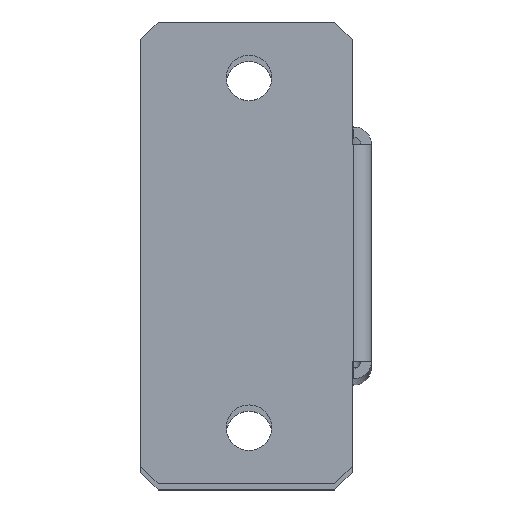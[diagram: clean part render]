
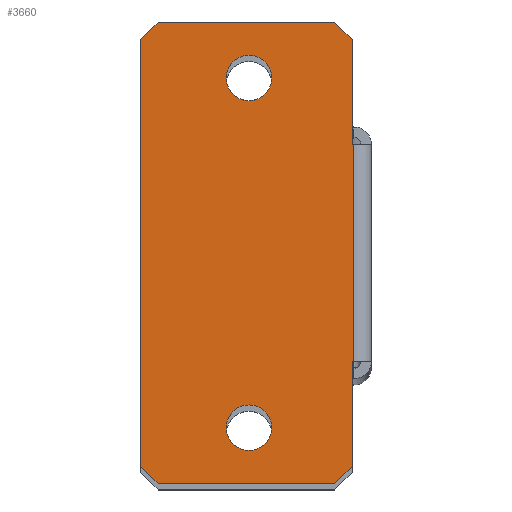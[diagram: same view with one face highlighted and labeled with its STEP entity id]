
A CAD part, top view. The second image highlights one B-rep face of the part: STEP entity #3660.
In plain terms, the highlighted planar face has unit normal (0, 0, 1).
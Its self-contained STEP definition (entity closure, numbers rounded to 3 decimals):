
#10 = CARTESIAN_POINT ( 'NONE',  ( 18.75, 7., 521.5 ) ) ;
#30 = LINE ( 'NONE', #9456, #9529 ) ;
#63 = VERTEX_POINT ( 'NONE', #8716 ) ;
#112 = CARTESIAN_POINT ( 'NONE',  ( 12.25, 7., 521.5 ) ) ;
#326 = VECTOR ( 'NONE', #7642, 1000. ) ;
#353 = EDGE_CURVE ( 'NONE', #7647, #6378, #8362, .T. ) ;
#401 = CARTESIAN_POINT ( 'NONE',  ( 30.25, -51., 521.5 ) ) ;
#587 = VERTEX_POINT ( 'NONE', #10849 ) ;
#588 = CARTESIAN_POINT ( 'NONE',  ( 30.5, -33.5, 521.5 ) ) ;
#589 = AXIS2_PLACEMENT_3D ( 'NONE', #9743, #5425, #3494 ) ;
#727 = CARTESIAN_POINT ( 'NONE',  ( 2.5, -51., 521.5 ) ) ;
#766 = PLANE ( 'NONE',  #3016 ) ;
#842 = VERTEX_POINT ( 'NONE', #7721 ) ;
#901 = VERTEX_POINT ( 'NONE', #6136 ) ;
#933 = VECTOR ( 'NONE', #5867, 1000. ) ;
#953 = VERTEX_POINT ( 'NONE', #3630 ) ;
#1017 = VERTEX_POINT ( 'NONE', #9650 ) ;
#1070 = DIRECTION ( 'NONE',  ( 0., 0., 1. ) ) ;
#1282 = VECTOR ( 'NONE', #7588, 1000. ) ;
#1285 = VECTOR ( 'NONE', #10955, 1000. ) ;
#1342 = CARTESIAN_POINT ( 'NONE',  ( 15.5, 7., 521.5 ) ) ;
#1404 = DIRECTION ( 'NONE',  ( 1., 0., 0. ) ) ;
#1472 = EDGE_CURVE ( 'NONE', #587, #8916, #1743, .T. ) ;
#1611 = DIRECTION ( 'NONE',  ( -1., 0., 0. ) ) ;
#1643 = ORIENTED_EDGE ( 'NONE', *, *, #10500, .F. ) ;
#1712 = VECTOR ( 'NONE', #10677, 1000. ) ;
#1743 = LINE ( 'NONE', #8673, #326 ) ;
#1960 = EDGE_CURVE ( 'NONE', #8916, #10330, #11065, .T. ) ;
#1995 = ORIENTED_EDGE ( 'NONE', *, *, #10731, .T. ) ;
#2157 = EDGE_CURVE ( 'NONE', #7647, #842, #10996, .T. ) ;
#2161 = EDGE_CURVE ( 'NONE', #10330, #3724, #6633, .T. ) ;
#2268 = EDGE_LOOP ( 'NONE', ( #9833, #5717 ) ) ;
#2396 = EDGE_CURVE ( 'NONE', #2410, #953, #5555, .T. ) ;
#2410 = VERTEX_POINT ( 'NONE', #6397 ) ;
#2431 = CIRCLE ( 'NONE', #4779, 3.25 ) ;
#2675 = ORIENTED_EDGE ( 'NONE', *, *, #3766, .F. ) ;
#2748 = LINE ( 'NONE', #5357, #9156 ) ;
#2860 = ORIENTED_EDGE ( 'NONE', *, *, #353, .F. ) ;
#3016 = AXIS2_PLACEMENT_3D ( 'NONE', #7457, #10920, #1611 ) ;
#3056 = VERTEX_POINT ( 'NONE', #10 ) ;
#3064 = CARTESIAN_POINT ( 'NONE',  ( 27.75, -51., 521.5 ) ) ;
#3100 = AXIS2_PLACEMENT_3D ( 'NONE', #5983, #6095, #10411 ) ;
#3133 = CARTESIAN_POINT ( 'NONE',  ( 0., -33.5, 521.5 ) ) ;
#3206 = CARTESIAN_POINT ( 'NONE',  ( 0., -48.5, 521.5 ) ) ;
#3494 = DIRECTION ( 'NONE',  ( 1., 0., 0. ) ) ;
#3503 = ORIENTED_EDGE ( 'NONE', *, *, #3828, .F. ) ;
#3580 = ORIENTED_EDGE ( 'NONE', *, *, #6063, .T. ) ;
#3624 = VECTOR ( 'NONE', #3656, 1000. ) ;
#3630 = CARTESIAN_POINT ( 'NONE',  ( 18.75, -43., 521.5 ) ) ;
#3656 = DIRECTION ( 'NONE',  ( 0., -1., 0. ) ) ;
#3660 = ADVANCED_FACE ( 'NONE', ( #10017, #3990, #5699 ), #766, .F. ) ;
#3676 = ORIENTED_EDGE ( 'NONE', *, *, #9161, .T. ) ;
#3724 = VERTEX_POINT ( 'NONE', #8427 ) ;
#3766 = EDGE_CURVE ( 'NONE', #7246, #3724, #7912, .T. ) ;
#3828 = EDGE_CURVE ( 'NONE', #953, #2410, #8903, .T. ) ;
#3990 = FACE_BOUND ( 'NONE', #9692, .T. ) ;
#4025 = EDGE_CURVE ( 'NONE', #9611, #3056, #6206, .T. ) ;
#4150 = VERTEX_POINT ( 'NONE', #5533 ) ;
#4182 = EDGE_LOOP ( 'NONE', ( #1643, #4711, #9734, #6782, #9471, #6062, #2675, #3676, #3580, #1995, #2860, #7605 ) ) ;
#4231 = EDGE_CURVE ( 'NONE', #587, #4150, #11091, .T. ) ;
#4278 = DIRECTION ( 'NONE',  ( -1., 0., 0. ) ) ;
#4453 = DIRECTION ( 'NONE',  ( 0.707, 0.707, 0. ) ) ;
#4711 = ORIENTED_EDGE ( 'NONE', *, *, #9234, .T. ) ;
#4779 = AXIS2_PLACEMENT_3D ( 'NONE', #1342, #8269, #1404 ) ;
#5087 = VECTOR ( 'NONE', #10146, 1000. ) ;
#5357 = CARTESIAN_POINT ( 'NONE',  ( 27.75, 15., 521.5 ) ) ;
#5399 = EDGE_CURVE ( 'NONE', #3056, #9611, #2431, .T. ) ;
#5425 = DIRECTION ( 'NONE',  ( 0., 0., 1. ) ) ;
#5533 = CARTESIAN_POINT ( 'NONE',  ( 27.75, 15., 521.5 ) ) ;
#5538 = CARTESIAN_POINT ( 'NONE',  ( 0., 12.5, 521.5 ) ) ;
#5555 = CIRCLE ( 'NONE', #7916, 3.25 ) ;
#5699 = FACE_OUTER_BOUND ( 'NONE', #4182, .T. ) ;
#5717 = ORIENTED_EDGE ( 'NONE', *, *, #4025, .F. ) ;
#5867 = DIRECTION ( 'NONE',  ( 1., 0., 0. ) ) ;
#5983 = CARTESIAN_POINT ( 'NONE',  ( 15.5, -43., 521.5 ) ) ;
#6062 = ORIENTED_EDGE ( 'NONE', *, *, #2161, .T. ) ;
#6063 = EDGE_CURVE ( 'NONE', #1017, #63, #10783, .T. ) ;
#6095 = DIRECTION ( 'NONE',  ( 0., 0., 1. ) ) ;
#6101 = DIRECTION ( 'NONE',  ( -0.707, 0.707, 0. ) ) ;
#6136 = CARTESIAN_POINT ( 'NONE',  ( 30.25, 12.5, 521.5 ) ) ;
#6206 = CIRCLE ( 'NONE', #589, 3.25 ) ;
#6378 = VERTEX_POINT ( 'NONE', #10440 ) ;
#6397 = CARTESIAN_POINT ( 'NONE',  ( 12.25, -43., 521.5 ) ) ;
#6605 = DIRECTION ( 'NONE',  ( 1., 0., 0. ) ) ;
#6633 = LINE ( 'NONE', #727, #5087 ) ;
#6698 = CARTESIAN_POINT ( 'NONE',  ( 0., 0., 521.5 ) ) ;
#6782 = ORIENTED_EDGE ( 'NONE', *, *, #1472, .T. ) ;
#6798 = ORIENTED_EDGE ( 'NONE', *, *, #2396, .F. ) ;
#7125 = CARTESIAN_POINT ( 'NONE',  ( 30.25, 15., 521.5 ) ) ;
#7227 = VECTOR ( 'NONE', #10178, 1000. ) ;
#7246 = VERTEX_POINT ( 'NONE', #3064 ) ;
#7450 = LINE ( 'NONE', #3133, #10338 ) ;
#7457 = CARTESIAN_POINT ( 'NONE',  ( 0., 0., 521.5 ) ) ;
#7588 = DIRECTION ( 'NONE',  ( -1., 0., 0. ) ) ;
#7605 = ORIENTED_EDGE ( 'NONE', *, *, #2157, .T. ) ;
#7642 = DIRECTION ( 'NONE',  ( -0.707, -0.707, 0. ) ) ;
#7643 = CARTESIAN_POINT ( 'NONE',  ( 0., -2.5, 521.5 ) ) ;
#7647 = VERTEX_POINT ( 'NONE', #8899 ) ;
#7721 = CARTESIAN_POINT ( 'NONE',  ( 30.25, -2.5, 521.5 ) ) ;
#7912 = LINE ( 'NONE', #10521, #8086 ) ;
#7916 = AXIS2_PLACEMENT_3D ( 'NONE', #8785, #1070, #10319 ) ;
#8086 = VECTOR ( 'NONE', #4278, 1000. ) ;
#8269 = DIRECTION ( 'NONE',  ( 0., 0., 1. ) ) ;
#8362 = LINE ( 'NONE', #588, #7227 ) ;
#8427 = CARTESIAN_POINT ( 'NONE',  ( 2.5, -51., 521.5 ) ) ;
#8673 = CARTESIAN_POINT ( 'NONE',  ( 2.5, 15., 521.5 ) ) ;
#8716 = CARTESIAN_POINT ( 'NONE',  ( 30.25, -33.5, 521.5 ) ) ;
#8785 = CARTESIAN_POINT ( 'NONE',  ( 15.5, -43., 521.5 ) ) ;
#8899 = CARTESIAN_POINT ( 'NONE',  ( 30.5, -2.5, 521.5 ) ) ;
#8903 = CIRCLE ( 'NONE', #3100, 3.25 ) ;
#8916 = VERTEX_POINT ( 'NONE', #5538 ) ;
#9156 = VECTOR ( 'NONE', #6101, 1000. ) ;
#9161 = EDGE_CURVE ( 'NONE', #7246, #1017, #30, .T. ) ;
#9234 = EDGE_CURVE ( 'NONE', #901, #4150, #2748, .T. ) ;
#9456 = CARTESIAN_POINT ( 'NONE',  ( 27.75, -51., 521.5 ) ) ;
#9471 = ORIENTED_EDGE ( 'NONE', *, *, #1960, .T. ) ;
#9529 = VECTOR ( 'NONE', #4453, 1000. ) ;
#9611 = VERTEX_POINT ( 'NONE', #112 ) ;
#9623 = LINE ( 'NONE', #7125, #3624 ) ;
#9650 = CARTESIAN_POINT ( 'NONE',  ( 30.25, -48.5, 521.5 ) ) ;
#9692 = EDGE_LOOP ( 'NONE', ( #3503, #6798 ) ) ;
#9734 = ORIENTED_EDGE ( 'NONE', *, *, #4231, .F. ) ;
#9743 = CARTESIAN_POINT ( 'NONE',  ( 15.5, 7., 521.5 ) ) ;
#9833 = ORIENTED_EDGE ( 'NONE', *, *, #5399, .F. ) ;
#10017 = FACE_BOUND ( 'NONE', #2268, .T. ) ;
#10146 = DIRECTION ( 'NONE',  ( 0.707, -0.707, 0. ) ) ;
#10178 = DIRECTION ( 'NONE',  ( 0., -1., 0. ) ) ;
#10319 = DIRECTION ( 'NONE',  ( -1., 0., 0. ) ) ;
#10330 = VERTEX_POINT ( 'NONE', #3206 ) ;
#10338 = VECTOR ( 'NONE', #6605, 1000. ) ;
#10411 = DIRECTION ( 'NONE',  ( -1., 0., 0. ) ) ;
#10440 = CARTESIAN_POINT ( 'NONE',  ( 30.5, -33.5, 521.5 ) ) ;
#10500 = EDGE_CURVE ( 'NONE', #901, #842, #9623, .T. ) ;
#10521 = CARTESIAN_POINT ( 'NONE',  ( 0., -51., 521.5 ) ) ;
#10677 = DIRECTION ( 'NONE',  ( 0., 1., 0. ) ) ;
#10731 = EDGE_CURVE ( 'NONE', #63, #6378, #7450, .T. ) ;
#10783 = LINE ( 'NONE', #401, #1712 ) ;
#10849 = CARTESIAN_POINT ( 'NONE',  ( 2.5, 15., 521.5 ) ) ;
#10920 = DIRECTION ( 'NONE',  ( 0., 0., -1. ) ) ;
#10955 = DIRECTION ( 'NONE',  ( 0., -1., 0. ) ) ;
#10996 = LINE ( 'NONE', #7643, #1282 ) ;
#11036 = CARTESIAN_POINT ( 'NONE',  ( 0., 15., 521.5 ) ) ;
#11065 = LINE ( 'NONE', #6698, #1285 ) ;
#11091 = LINE ( 'NONE', #11036, #933 ) ;
